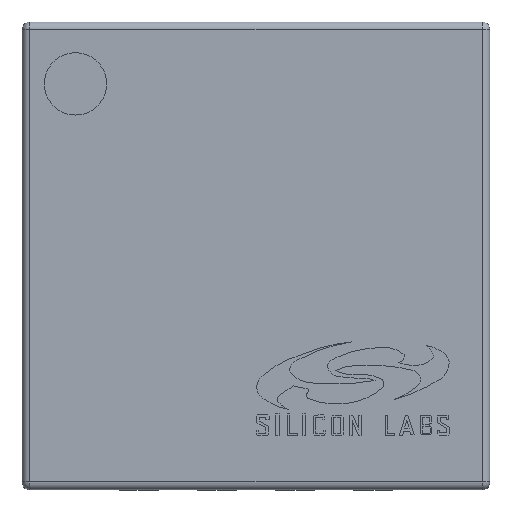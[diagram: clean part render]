
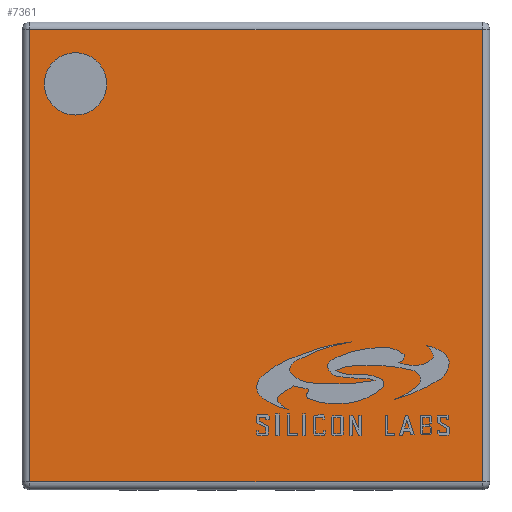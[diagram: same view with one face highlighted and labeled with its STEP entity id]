
A CAD part, top view. The second image highlights one B-rep face of the part: STEP entity #7361.
In plain terms, the highlighted planar face has unit normal (0, 0, 1).
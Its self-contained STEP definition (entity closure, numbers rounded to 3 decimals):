
#454=FACE_OUTER_BOUND('',#890,.T.);
#890=EDGE_LOOP('',(#5368,#5369,#5370,#5371));
#1461=LINE('',#11082,#2367);
#1462=LINE('',#11091,#2368);
#1463=LINE('',#11093,#2369);
#1464=LINE('',#11095,#2370);
#2367=VECTOR('',#8954,10.);
#2368=VECTOR('',#8969,10.);
#2369=VECTOR('',#8972,10.);
#2370=VECTOR('',#8975,10.);
#3220=VERTEX_POINT('',#11061);
#3221=VERTEX_POINT('',#11068);
#3222=VERTEX_POINT('',#11075);
#3223=VERTEX_POINT('',#11084);
#4017=EDGE_CURVE('',#3220,#3222,#1461,.T.);
#4022=EDGE_CURVE('',#3222,#3223,#1462,.T.);
#4023=EDGE_CURVE('',#3223,#3221,#1463,.T.);
#4024=EDGE_CURVE('',#3221,#3220,#1464,.T.);
#5368=ORIENTED_EDGE('',*,*,#4017,.F.);
#5369=ORIENTED_EDGE('',*,*,#4024,.F.);
#5370=ORIENTED_EDGE('',*,*,#4023,.F.);
#5371=ORIENTED_EDGE('',*,*,#4022,.F.);
#6981=PLANE('',#7988);
#7361=ADVANCED_FACE('',(#454),#6981,.T.);
#7988=AXIS2_PLACEMENT_3D('',#11097,#8978,#8979);
#8954=DIRECTION('',(0.,1.,0.));
#8969=DIRECTION('',(1.,0.,0.));
#8972=DIRECTION('',(0.,-1.,0.));
#8975=DIRECTION('',(-1.,0.,0.));
#8978=DIRECTION('center_axis',(0.,0.,1.));
#8979=DIRECTION('ref_axis',(1.,0.,0.));
#11061=CARTESIAN_POINT('',(-1.45,-1.45,0.75));
#11068=CARTESIAN_POINT('',(1.45,-1.45,0.75));
#11075=CARTESIAN_POINT('',(-1.45,1.45,0.75));
#11082=CARTESIAN_POINT('',(-1.45,0.75,0.75));
#11084=CARTESIAN_POINT('',(1.45,1.45,0.75));
#11091=CARTESIAN_POINT('',(0.75,1.45,0.75));
#11093=CARTESIAN_POINT('',(1.45,-0.75,0.75));
#11095=CARTESIAN_POINT('',(-0.75,-1.45,0.75));
#11097=CARTESIAN_POINT('Origin',(0.,0.,
0.75));
